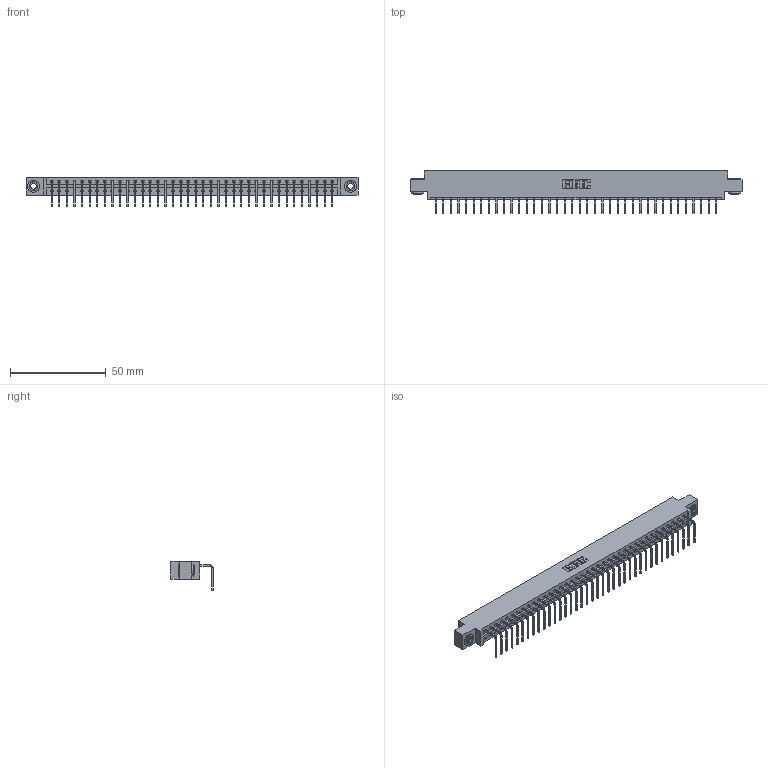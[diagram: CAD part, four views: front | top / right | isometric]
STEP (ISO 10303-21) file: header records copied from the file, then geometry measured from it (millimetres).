
FILE_DESCRIPTION (( 'STEP AP203' ), '1' );
FILE_NAME ('387-038-558-603.STEP', '2018-09-19T06:40:10', ( '' ), ( '' ), 'SwSTEP 2.0', 'SolidWorks 2016', '' );
FILE_SCHEMA (( 'CONFIG_CONTROL_DESIGN' ));
Length unit declared in the file: inch
Products named in the file (4): 337 Part_0.170 Offset - 0.156 Dia-TH; 345-292-001_558 Tail - 2; 345-250-002_345-250-002-102; 387-038-558-603
Assembly tree (41 placements, depth 2):
  387-038-558-603
    337 Part_0.170 Offset - 0.156 Dia-TH
    345-292-001_558 Tail - 2  x38
    345-250-002_345-250-002-102  x2
Bounding box: 173.58 x 22.17 x 15.37 mm (x, y, z)
Volume: 18019.5 mm3; surface area: 19705.3 mm2
Topology: 41 solids, 41 shells, 2588 faces, 7771 edges, 5126 vertices
Faces by surface type: plane 1908, cylinder 672, cone 8
Entity records: 29630 total; most frequent: CARTESIAN_POINT 5139, ORIENTED_EDGE 5106, DIRECTION 4367, EDGE_CURVE 2553, LINE 2401, VECTOR 2401, VERTEX_POINT 1698, AXIS2_PLACEMENT_3D 983
